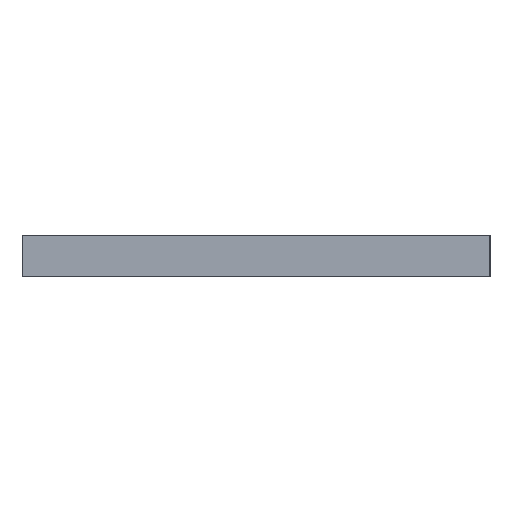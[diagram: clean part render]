
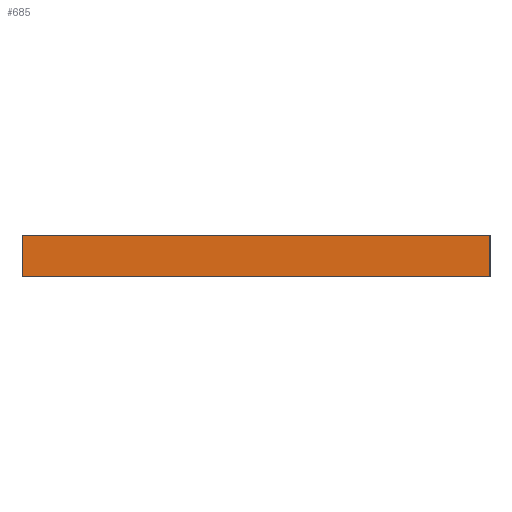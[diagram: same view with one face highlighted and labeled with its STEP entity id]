
A CAD part, left-side view. The second image highlights one B-rep face of the part: STEP entity #685.
In plain terms, the highlighted planar face has unit normal (-1, 0, 0).
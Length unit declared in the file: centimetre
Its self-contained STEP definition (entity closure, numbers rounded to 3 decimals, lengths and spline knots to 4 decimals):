
#87 = CARTESIAN_POINT ( 'NONE',  ( 0., 0., 0.4 ) ) ;
#196 = VECTOR ( 'NONE', #1571, 100. ) ;
#281 = EDGE_CURVE ( 'NONE', #2023, #621, #667, .T. ) ;
#300 = CARTESIAN_POINT ( 'NONE',  ( 0., 0., 0. ) ) ;
#366 = ORIENTED_EDGE ( 'NONE', *, *, #281, .T. ) ;
#368 = VERTEX_POINT ( 'NONE', #1135 ) ;
#397 = LINE ( 'NONE', #87, #1617 ) ;
#403 = DIRECTION ( 'NONE',  ( 0., -1., 0. ) ) ;
#442 = CARTESIAN_POINT ( 'NONE',  ( 0., 0., 0.4 ) ) ;
#499 = EDGE_CURVE ( 'NONE', #2023, #368, #397, .T. ) ;
#564 = EDGE_LOOP ( 'NONE', ( #736, #1102, #1630, #366 ) ) ;
#621 = VERTEX_POINT ( 'NONE', #921 ) ;
#667 = LINE ( 'NONE', #818, #196 ) ;
#685 = ADVANCED_FACE ( 'NONE', ( #1835 ), #1224, .F. ) ;
#736 = ORIENTED_EDGE ( 'NONE', *, *, #799, .T. ) ;
#799 = EDGE_CURVE ( 'NONE', #621, #1897, #1798, .T. ) ;
#818 = CARTESIAN_POINT ( 'NONE',  ( 0., 4.5, 0.4 ) ) ;
#897 = CARTESIAN_POINT ( 'NONE',  ( 0., 0., 0.4 ) ) ;
#921 = CARTESIAN_POINT ( 'NONE',  ( 0., 4.5, 0. ) ) ;
#974 = AXIS2_PLACEMENT_3D ( 'NONE', #442, #1652, #1003 ) ;
#982 = CARTESIAN_POINT ( 'NONE',  ( 0., 4.5, 0.4 ) ) ;
#1003 = DIRECTION ( 'NONE',  ( 0., 0., -1. ) ) ;
#1102 = ORIENTED_EDGE ( 'NONE', *, *, #1643, .F. ) ;
#1135 = CARTESIAN_POINT ( 'NONE',  ( 0., 0., 0.4 ) ) ;
#1188 = DIRECTION ( 'NONE',  ( 0., 0., -1. ) ) ;
#1224 = PLANE ( 'NONE',  #974 ) ;
#1482 = CARTESIAN_POINT ( 'NONE',  ( 0., 0., 0. ) ) ;
#1571 = DIRECTION ( 'NONE',  ( 0., 0., -1. ) ) ;
#1617 = VECTOR ( 'NONE', #1645, 100. ) ;
#1630 = ORIENTED_EDGE ( 'NONE', *, *, #499, .F. ) ;
#1643 = EDGE_CURVE ( 'NONE', #368, #1897, #1654, .T. ) ;
#1645 = DIRECTION ( 'NONE',  ( 0., -1., 0. ) ) ;
#1647 = VECTOR ( 'NONE', #1188, 100. ) ;
#1652 = DIRECTION ( 'NONE',  ( 1., 0., 0. ) ) ;
#1654 = LINE ( 'NONE', #897, #1647 ) ;
#1769 = VECTOR ( 'NONE', #403, 100. ) ;
#1798 = LINE ( 'NONE', #1482, #1769 ) ;
#1835 = FACE_OUTER_BOUND ( 'NONE', #564, .T. ) ;
#1897 = VERTEX_POINT ( 'NONE', #300 ) ;
#2023 = VERTEX_POINT ( 'NONE', #982 ) ;
